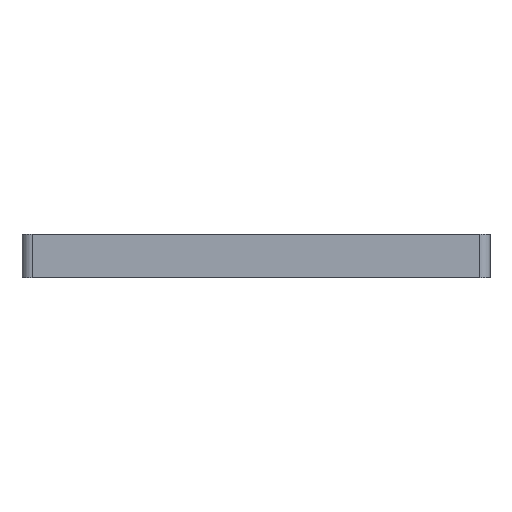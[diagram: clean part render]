
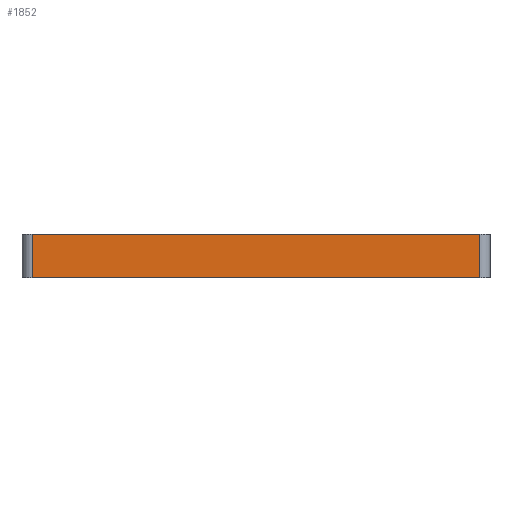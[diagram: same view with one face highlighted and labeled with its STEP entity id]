
A CAD part, front view. The second image highlights one B-rep face of the part: STEP entity #1852.
In plain terms, the highlighted planar face has unit normal (0, -1, 0).
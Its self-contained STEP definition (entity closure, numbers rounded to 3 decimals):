
#1645=CARTESIAN_POINT('',(76.5,-100.,-7.5));
#1646=VERTEX_POINT('',#1645);
#1654=CARTESIAN_POINT('',(-76.5,-100.,-7.5));
#1655=VERTEX_POINT('',#1654);
#1656=CARTESIAN_POINT('',(-76.5,-100.,-7.5));
#1657=DIRECTION('',(1.0,0.0,0.0));
#1658=VECTOR('',#1657,153.);
#1659=LINE('',#1656,#1658);
#1660=EDGE_CURVE('',#1655,#1646,#1659,.T.);
#1809=CARTESIAN_POINT('',(76.5,-100.,7.5));
#1810=VERTEX_POINT('',#1809);
#1818=CARTESIAN_POINT('',(76.5,-100.,7.5));
#1819=DIRECTION('',(0.0,0.0,-1.0));
#1820=VECTOR('',#1819,15.0);
#1821=LINE('',#1818,#1820);
#1822=EDGE_CURVE('',#1810,#1646,#1821,.T.);
#1829=CARTESIAN_POINT('',(76.5,-100.,0.0));
#1830=DIRECTION('',(0.0,-1.0,0.0));
#1831=DIRECTION('',(0.0,0.0,-1.0));
#1832=AXIS2_PLACEMENT_3D('',#1829,#1830,#1831);
#1833=PLANE('',#1832);
#1834=CARTESIAN_POINT('',(-76.5,-100.,7.5));
#1835=VERTEX_POINT('',#1834);
#1836=CARTESIAN_POINT('',(76.5,-100.,7.5));
#1837=DIRECTION('',(-1.0,0.0,0.0));
#1838=VECTOR('',#1837,153.);
#1839=LINE('',#1836,#1838);
#1840=EDGE_CURVE('',#1810,#1835,#1839,.T.);
#1841=ORIENTED_EDGE('',*,*,#1840,.T.);
#1842=CARTESIAN_POINT('',(-76.5,-100.,7.5));
#1843=DIRECTION('',(0.0,0.0,-1.0));
#1844=VECTOR('',#1843,15.0);
#1845=LINE('',#1842,#1844);
#1846=EDGE_CURVE('',#1835,#1655,#1845,.T.);
#1847=ORIENTED_EDGE('',*,*,#1846,.T.);
#1848=ORIENTED_EDGE('',*,*,#1660,.T.);
#1849=ORIENTED_EDGE('',*,*,#1822,.F.);
#1850=EDGE_LOOP('',(#1841,#1847,#1848,#1849));
#1851=FACE_OUTER_BOUND('',#1850,.T.);
#1852=ADVANCED_FACE('',(#1851),#1833,.T.);
